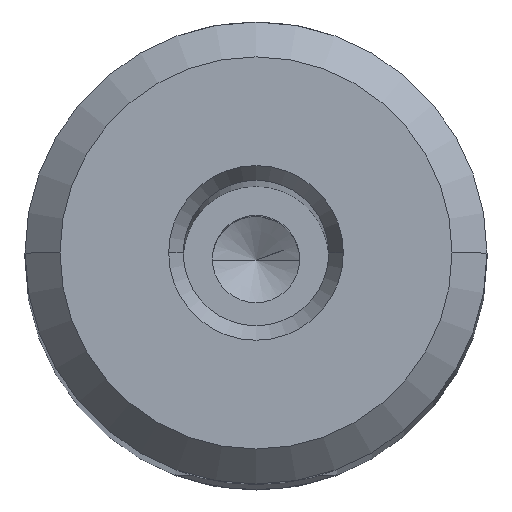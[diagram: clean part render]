
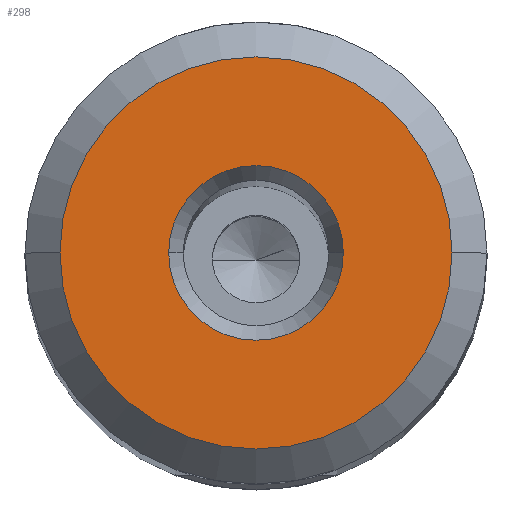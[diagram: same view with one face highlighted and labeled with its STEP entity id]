
A CAD part, top view. The second image highlights one B-rep face of the part: STEP entity #298.
In plain terms, the highlighted planar face has unit normal (0, 0, 1).
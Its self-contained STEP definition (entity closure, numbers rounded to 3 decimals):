
#49=FACE_BOUND('',#472,.T.);
#50=FACE_BOUND('',#473,.T.);
#97=PLANE('',#1659);
#298=ADVANCED_FACE('',(#49,#50),#97,.T.);
#472=EDGE_LOOP('',(#751,#752));
#473=EDGE_LOOP('',(#753,#754));
#566=CIRCLE('',#1653,3.);
#567=CIRCLE('',#1655,3.);
#568=CIRCLE('',#1657,6.738);
#569=CIRCLE('',#1658,6.738);
#751=ORIENTED_EDGE('',*,*,#1334,.T.);
#752=ORIENTED_EDGE('',*,*,#1335,.T.);
#753=ORIENTED_EDGE('',*,*,#1333,.T.);
#754=ORIENTED_EDGE('',*,*,#1331,.T.);
#1156=VERTEX_POINT('',#2783);
#1157=VERTEX_POINT('',#2785);
#1158=VERTEX_POINT('',#2791);
#1159=VERTEX_POINT('',#2792);
#1331=EDGE_CURVE('',#1157,#1156,#566,.T.);
#1333=EDGE_CURVE('',#1156,#1157,#567,.T.);
#1334=EDGE_CURVE('',#1158,#1159,#568,.T.);
#1335=EDGE_CURVE('',#1159,#1158,#569,.T.);
#1653=AXIS2_PLACEMENT_3D('',#2784,#1920,#1921);
#1655=AXIS2_PLACEMENT_3D('',#2788,#1925,#1926);
#1657=AXIS2_PLACEMENT_3D('',#2790,#1929,#1930);
#1658=AXIS2_PLACEMENT_3D('',#2793,#1931,#1932);
#1659=AXIS2_PLACEMENT_3D('',#2794,#1933,#1934);
#1920=DIRECTION('',(0.,0.,-1.));
#1921=DIRECTION('',(-1.,0.,0.));
#1925=DIRECTION('',(0.,0.,-1.));
#1926=DIRECTION('',(1.,0.,0.));
#1929=DIRECTION('',(0.,0.,1.));
#1930=DIRECTION('',(1.,0.,0.));
#1931=DIRECTION('',(0.,0.,1.));
#1932=DIRECTION('',(-1.,0.,0.));
#1933=DIRECTION('',(0.,0.,1.));
#1934=DIRECTION('',(-1.,0.,0.));
#2783=CARTESIAN_POINT('',(3.,0.,0.));
#2784=CARTESIAN_POINT('',(0.,0.,0.));
#2785=CARTESIAN_POINT('',(-3.,0.,0.));
#2788=CARTESIAN_POINT('',(0.,0.,0.));
#2790=CARTESIAN_POINT('',(0.,0.,0.));
#2791=CARTESIAN_POINT('',(6.738,0.,0.));
#2792=CARTESIAN_POINT('',(-6.738,0.,0.));
#2793=CARTESIAN_POINT('',(0.,0.,0.));
#2794=CARTESIAN_POINT('',(0.,0.,0.));
